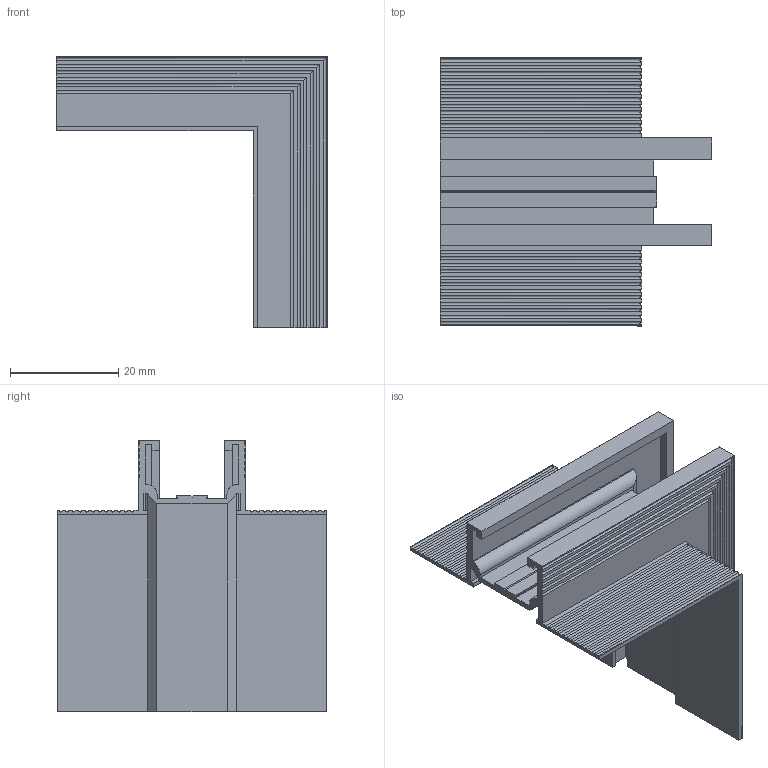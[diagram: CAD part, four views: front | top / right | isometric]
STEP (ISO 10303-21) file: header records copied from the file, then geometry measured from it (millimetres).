
FILE_DESCRIPTION(/* description */ (''),/* implementation_level */ '2;1');
FILE_NAME(/* name */ 'NT0005.step',/* time_stamp */ '2026-03-02T13:13:12+01:00',/* author */ (''),/* organization */ (''),/* preprocessor_version */ 'ST-DEVELOPER v20.1',/* originating_system */ 'Autodesk Translation Framework v14.24.0.0',/* authorisation */ '');
FILE_SCHEMA (('AUTOMOTIVE_DESIGN { 1 0 10303 214 3 1 1 }'));
Length unit declared in the file: millimetre
Products named in the file (1): NT0005
Bounding box: 50 x 49.47 x 50 mm (x, y, z)
Volume: 7083.3 mm3; surface area: 15321.9 mm2
Topology: 1 solids, 1 shells, 216 faces, 591 edges, 377 vertices
Faces by surface type: plane 132, cylinder 84
Entity records: 6800 total; most frequent: CARTESIAN_POINT 1185, ORIENTED_EDGE 1182, DIRECTION 1165, EDGE_CURVE 591, LINE 451, VECTOR 451, VERTEX_POINT 377, AXIS2_PLACEMENT_3D 357
